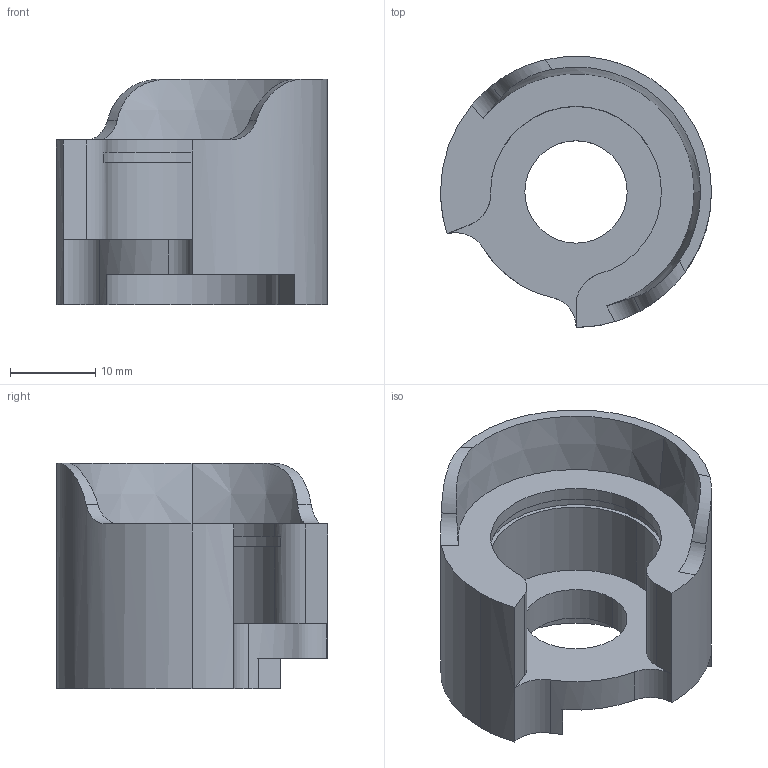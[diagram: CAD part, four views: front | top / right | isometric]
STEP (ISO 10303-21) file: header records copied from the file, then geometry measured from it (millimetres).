
FILE_DESCRIPTION (( 'STEP AP214' ), '1' );
FILE_NAME ('DR209XR_1.25OD.STEP', '2019-01-24T19:04:55', ( 'JeffCAD' ), ( 'Microsoft' ), 'SwSTEP 2.0', 'SolidWorks 2018', '' );
FILE_SCHEMA (( 'AUTOMOTIVE_DESIGN' ));
Length unit declared in the file: inch
Products named in the file (1): DR209XR_1.25OD
Bounding box: 31.75 x 31.75 x 26.42 mm (x, y, z)
Volume: 8608.2 mm3; surface area: 4584.5 mm2
Topology: 1 solids, 1 shells, 39 faces, 110 edges, 73 vertices
Faces by surface type: cylinder 25, plane 12, cone 2
Entity records: 1442 total; most frequent: CARTESIAN_POINT 347, DIRECTION 236, ORIENTED_EDGE 220, EDGE_CURVE 110, AXIS2_PLACEMENT_3D 94, VERTEX_POINT 73, CIRCLE 54, VECTOR 48
